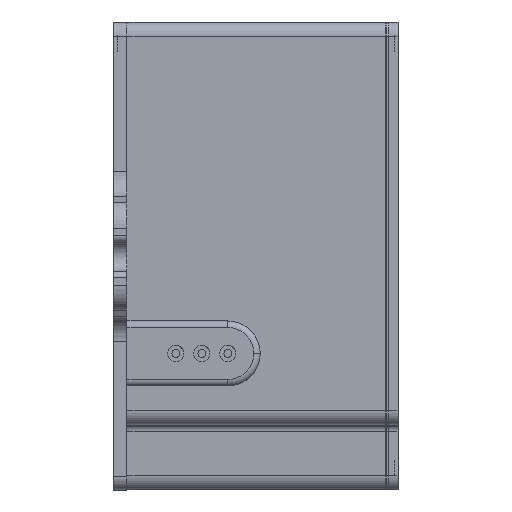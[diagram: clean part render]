
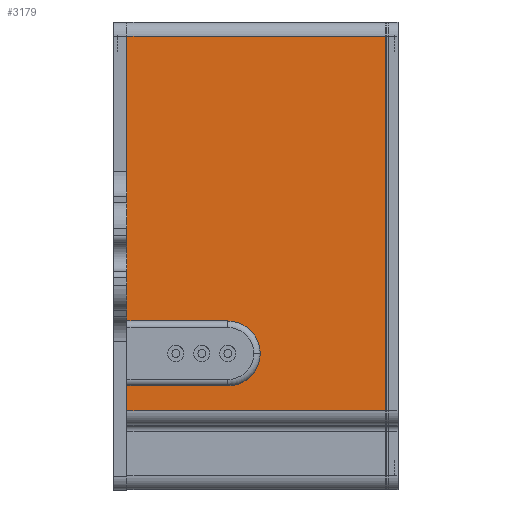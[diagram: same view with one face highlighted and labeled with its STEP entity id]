
A CAD part, left-side view. The second image highlights one B-rep face of the part: STEP entity #3179.
In plain terms, the highlighted planar face has unit normal (-1, 0, 0).
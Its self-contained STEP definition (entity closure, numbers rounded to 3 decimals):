
#2673 = EDGE_CURVE ( 'NONE', #2687, #22100, #11802, .T. ) ;
#2687 = VERTEX_POINT ( 'NONE', #11780 ) ;
#2694 = VERTEX_POINT ( 'NONE', #11823 ) ;
#2696 = EDGE_CURVE ( 'NONE', #2722, #2694, #11812, .T. ) ;
#2722 = VERTEX_POINT ( 'NONE', #11838 ) ;
#2982 = EDGE_CURVE ( 'NONE', #2990, #2987, #12330, .T. ) ;
#2987 = VERTEX_POINT ( 'NONE', #12315 ) ;
#2990 = VERTEX_POINT ( 'NONE', #12361 ) ;
#3008 = EDGE_CURVE ( 'NONE', #2694, #2987, #12393, .T. ) ;
#3080 = VERTEX_POINT ( 'NONE', #12494 ) ;
#3125 = EDGE_LOOP ( 'NONE', ( #3164, #3163, #3169, #3168, #3178, #3170, #3167, #5869 ) ) ;
#3149 = EDGE_CURVE ( 'NONE', #3080, #2722, #12611, .T. ) ;
#3163 = ORIENTED_EDGE ( 'NONE', *, *, #3165, .F. ) ;
#3164 = ORIENTED_EDGE ( 'NONE', *, *, #3166, .F. ) ;
#3165 = EDGE_CURVE ( 'NONE', #22100, #3172, #12651, .T. ) ;
#3166 = EDGE_CURVE ( 'NONE', #3172, #3080, #12652, .T. ) ;
#3167 = ORIENTED_EDGE ( 'NONE', *, *, #2696, .F. ) ;
#3168 = ORIENTED_EDGE ( 'NONE', *, *, #3175, .T. ) ;
#3169 = ORIENTED_EDGE ( 'NONE', *, *, #2673, .F. ) ;
#3170 = ORIENTED_EDGE ( 'NONE', *, *, #3008, .F. ) ;
#3172 = VERTEX_POINT ( 'NONE', #12612 ) ;
#3175 = EDGE_CURVE ( 'NONE', #2687, #2990, #12639, .T. ) ;
#3178 = ORIENTED_EDGE ( 'NONE', *, *, #2982, .T. ) ;
#3179 = ADVANCED_FACE ( 'NONE', ( #12641 ), #12638, .F. ) ;
#5869 = ORIENTED_EDGE ( 'NONE', *, *, #3149, .F. ) ;
#11780 = CARTESIAN_POINT ( 'NONE',  ( -48.6, 40., -23.8 ) ) ;
#11799 = DIRECTION ( 'NONE',  ( 0., 0., 1. ) ) ;
#11800 = VECTOR ( 'NONE', #11799, 1000. ) ;
#11801 = CARTESIAN_POINT ( 'NONE',  ( -48.6, 40., -17.5 ) ) ;
#11802 = LINE ( 'NONE', #11801, #11800 ) ;
#11812 = LINE ( 'NONE', #11860, #11859 ) ;
#11823 = CARTESIAN_POINT ( 'NONE',  ( -48.6, 40., 33.8 ) ) ;
#11838 = CARTESIAN_POINT ( 'NONE',  ( -48.6, 40., -12.3 ) ) ;
#11858 = DIRECTION ( 'NONE',  ( 0., 0., 1. ) ) ;
#11859 = VECTOR ( 'NONE', #11858, 1000. ) ;
#11860 = CARTESIAN_POINT ( 'NONE',  ( -48.6, 40., -17.5 ) ) ;
#12315 = CARTESIAN_POINT ( 'NONE',  ( -48.6, 0., 33.8 ) ) ;
#12327 = DIRECTION ( 'NONE',  ( 0., 0., 1. ) ) ;
#12328 = VECTOR ( 'NONE', #12327, 1000. ) ;
#12329 = CARTESIAN_POINT ( 'NONE',  ( -48.6, 0., -17.5 ) ) ;
#12330 = LINE ( 'NONE', #12329, #12328 ) ;
#12341 = CARTESIAN_POINT ( 'NONE',  ( -48.6, 40., 33.8 ) ) ;
#12361 = CARTESIAN_POINT ( 'NONE',  ( -48.6, 0., -23.8 ) ) ;
#12385 = DIRECTION ( 'NONE',  ( 0., -1., 0. ) ) ;
#12386 = VECTOR ( 'NONE', #12385, 1000. ) ;
#12393 = LINE ( 'NONE', #12341, #12386 ) ;
#12494 = CARTESIAN_POINT ( 'NONE',  ( -48.6, 24.5, -12.3 ) ) ;
#12596 = AXIS2_PLACEMENT_3D ( 'NONE', #12617, #12645, #12644 ) ;
#12608 = DIRECTION ( 'NONE',  ( 0., 1., 0. ) ) ;
#12609 = VECTOR ( 'NONE', #12608, 1000. ) ;
#12610 = CARTESIAN_POINT ( 'NONE',  ( -48.6, 40., -12.3 ) ) ;
#12611 = LINE ( 'NONE', #12610, #12609 ) ;
#12612 = CARTESIAN_POINT ( 'NONE',  ( -48.6, 24.5, -17.7 ) ) ;
#12617 = CARTESIAN_POINT ( 'NONE',  ( -48.6, 24.5, -15. ) ) ;
#12624 = DIRECTION ( 'NONE',  ( 0., 0., -1. ) ) ;
#12625 = DIRECTION ( 'NONE',  ( 1., 0., 0. ) ) ;
#12626 = CARTESIAN_POINT ( 'NONE',  ( -48.6, 40., -17.5 ) ) ;
#12632 = DIRECTION ( 'NONE',  ( 0., -1., 0. ) ) ;
#12633 = VECTOR ( 'NONE', #12632, 1000. ) ;
#12634 = CARTESIAN_POINT ( 'NONE',  ( -48.6, 40., -23.8 ) ) ;
#12638 = PLANE ( 'NONE',  #12640 ) ;
#12639 = LINE ( 'NONE', #12634, #12633 ) ;
#12640 = AXIS2_PLACEMENT_3D ( 'NONE', #12626, #12625, #12624 ) ;
#12641 = FACE_OUTER_BOUND ( 'NONE', #3125, .T. ) ;
#12644 = DIRECTION ( 'NONE',  ( 0., 0., 1. ) ) ;
#12645 = DIRECTION ( 'NONE',  ( -1., 0., 0. ) ) ;
#12648 = DIRECTION ( 'NONE',  ( 0., -1., 0. ) ) ;
#12649 = VECTOR ( 'NONE', #12648, 1000. ) ;
#12650 = CARTESIAN_POINT ( 'NONE',  ( -48.6, 40., -17.7 ) ) ;
#12651 = LINE ( 'NONE', #12650, #12649 ) ;
#12652 = CIRCLE ( 'NONE', #12596, 2.7 ) ;
#21011 = CARTESIAN_POINT ( 'NONE',  ( -48.6, 40., -17.7 ) ) ;
#22100 = VERTEX_POINT ( 'NONE', #21011 ) ;
